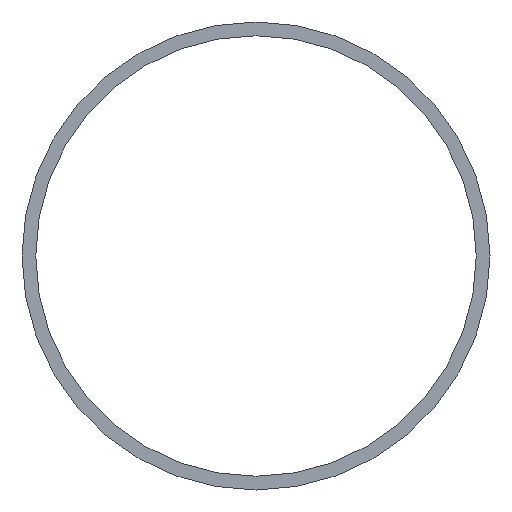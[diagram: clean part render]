
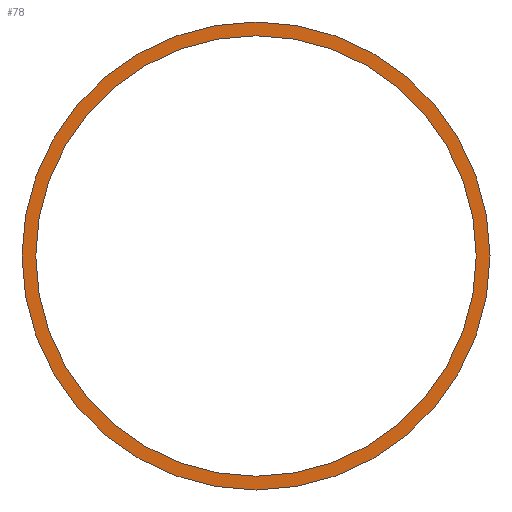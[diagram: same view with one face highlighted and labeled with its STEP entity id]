
A CAD part, front view. The second image highlights one B-rep face of the part: STEP entity #78.
In plain terms, the highlighted planar face has unit normal (0, -1, 0).
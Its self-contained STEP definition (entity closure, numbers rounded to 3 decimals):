
#3 = ORIENTED_EDGE ( 'NONE', *, *, #109, .T. ) ;
#8 = CARTESIAN_POINT ( 'NONE',  ( 0., 0., 17. ) ) ;
#11 = VERTEX_POINT ( 'NONE', #237 ) ;
#16 = AXIS2_PLACEMENT_3D ( 'NONE', #61, #97, #99 ) ;
#21 = DIRECTION ( 'NONE',  ( 0., 1., 0. ) ) ;
#24 = DIRECTION ( 'NONE',  ( 0., 1., 0. ) ) ;
#27 = CARTESIAN_POINT ( 'NONE',  ( 0., 0., 16. ) ) ;
#30 = EDGE_LOOP ( 'NONE', ( #3, #39 ) ) ;
#33 = AXIS2_PLACEMENT_3D ( 'NONE', #198, #219, #243 ) ;
#39 = ORIENTED_EDGE ( 'NONE', *, *, #62, .T. ) ;
#43 = DIRECTION ( 'NONE',  ( 0., 0., 1. ) ) ;
#61 = CARTESIAN_POINT ( 'NONE',  ( 0., 0., 0. ) ) ;
#62 = EDGE_CURVE ( 'NONE', #211, #125, #144, .T. ) ;
#78 = ADVANCED_FACE ( 'NONE', ( #114, #222 ), #142, .F. ) ;
#94 = ORIENTED_EDGE ( 'NONE', *, *, #161, .F. ) ;
#97 = DIRECTION ( 'NONE',  ( 0., 1., 0. ) ) ;
#99 = DIRECTION ( 'NONE',  ( 0., 0., 1. ) ) ;
#109 = EDGE_CURVE ( 'NONE', #125, #211, #203, .T. ) ;
#114 = FACE_OUTER_BOUND ( 'NONE', #218, .T. ) ;
#115 = EDGE_CURVE ( 'NONE', #176, #11, #213, .T. ) ;
#123 = AXIS2_PLACEMENT_3D ( 'NONE', #138, #24, #242 ) ;
#125 = VERTEX_POINT ( 'NONE', #199 ) ;
#127 = ORIENTED_EDGE ( 'NONE', *, *, #115, .F. ) ;
#130 = AXIS2_PLACEMENT_3D ( 'NONE', #216, #21, #239 ) ;
#138 = CARTESIAN_POINT ( 'NONE',  ( 0., 0., 0. ) ) ;
#142 = PLANE ( 'NONE',  #183 ) ;
#144 = CIRCLE ( 'NONE', #123, 16. ) ;
#161 = EDGE_CURVE ( 'NONE', #11, #176, #167, .T. ) ;
#167 = CIRCLE ( 'NONE', #33, 17. ) ;
#176 = VERTEX_POINT ( 'NONE', #8 ) ;
#183 = AXIS2_PLACEMENT_3D ( 'NONE', #197, #241, #43 ) ;
#197 = CARTESIAN_POINT ( 'NONE',  ( 0., 0., 0. ) ) ;
#198 = CARTESIAN_POINT ( 'NONE',  ( 0., 0., 0. ) ) ;
#199 = CARTESIAN_POINT ( 'NONE',  ( 0., 0., -16. ) ) ;
#203 = CIRCLE ( 'NONE', #130, 16. ) ;
#211 = VERTEX_POINT ( 'NONE', #27 ) ;
#213 = CIRCLE ( 'NONE', #16, 17. ) ;
#216 = CARTESIAN_POINT ( 'NONE',  ( 0., 0., 0. ) ) ;
#218 = EDGE_LOOP ( 'NONE', ( #94, #127 ) ) ;
#219 = DIRECTION ( 'NONE',  ( 0., 1., 0. ) ) ;
#222 = FACE_BOUND ( 'NONE', #30, .T. ) ;
#237 = CARTESIAN_POINT ( 'NONE',  ( 0., 0., -17. ) ) ;
#239 = DIRECTION ( 'NONE',  ( 0., 0., 1. ) ) ;
#241 = DIRECTION ( 'NONE',  ( 0., 1., 0. ) ) ;
#242 = DIRECTION ( 'NONE',  ( 0., 0., 1. ) ) ;
#243 = DIRECTION ( 'NONE',  ( 0., 0., 1. ) ) ;
